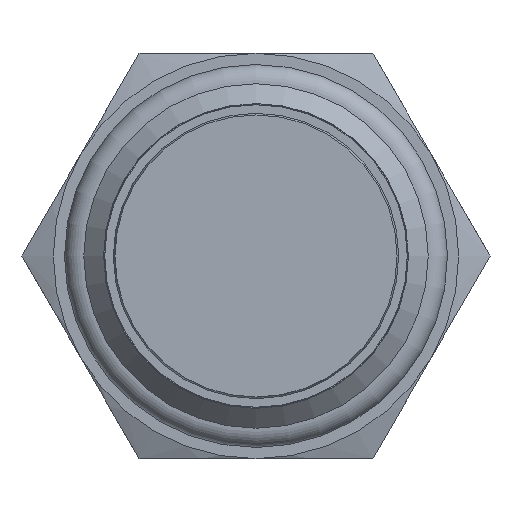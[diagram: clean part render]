
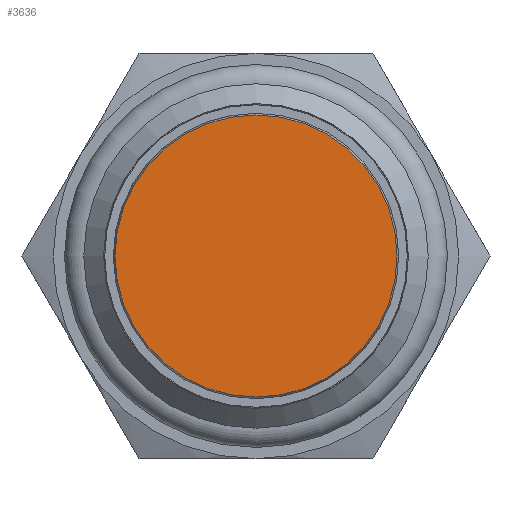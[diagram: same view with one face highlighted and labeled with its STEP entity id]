
A CAD part, left-side view. The second image highlights one B-rep face of the part: STEP entity #3636.
In plain terms, the highlighted planar face has unit normal (-1, 0, 0).
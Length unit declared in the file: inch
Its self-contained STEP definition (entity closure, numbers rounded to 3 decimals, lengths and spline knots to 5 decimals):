
#3620=CARTESIAN_POINT('',(-2.95,0.2175,0.0));
#3621=DIRECTION('',(-1.0,0.0,0.0));
#3622=DIRECTION('',(0.0,0.0,1.0));
#3623=AXIS2_PLACEMENT_3D('',#3620,#3621,#3622);
#3624=PLANE('',#3623);
#3625=CARTESIAN_POINT('',(-2.95,0.435,0.0));
#3626=VERTEX_POINT('',#3625);
#3627=CARTESIAN_POINT('',(-2.95,0.0,0.0));
#3628=DIRECTION('',(1.0,0.0,0.0));
#3629=DIRECTION('',(0.0,1.0,0.0));
#3630=AXIS2_PLACEMENT_3D('',#3627,#3628,#3629);
#3631=CIRCLE('',#3630,0.435);
#3632=EDGE_CURVE('',#3626,#3626,#3631,.T.);
#3633=ORIENTED_EDGE('',*,*,#3632,.F.);
#3634=EDGE_LOOP('',(#3633));
#3635=FACE_OUTER_BOUND('',#3634,.T.);
#3636=ADVANCED_FACE('',(#3635),#3624,.T.);
